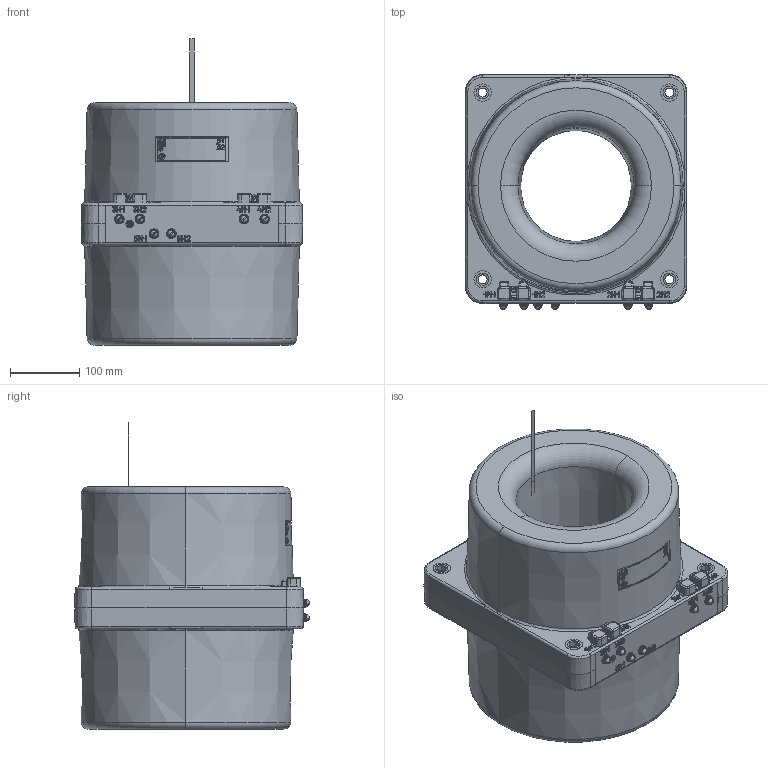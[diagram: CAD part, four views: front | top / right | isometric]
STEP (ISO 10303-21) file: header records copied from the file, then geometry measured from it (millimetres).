
FILE_DESCRIPTION (( 'STEP AP203' ), '1' );
FILE_NAME ('ﾒﾋﾘ-10-7.1-5.STEP', '2025-03-12T10:32:33', ( '' ), ( '' ), 'SwSTEP 2.0', 'SolidWorks 2010', '' );
FILE_SCHEMA (( 'CONFIG_CONTROL_DESIGN' ));
Length unit declared in the file: millimetre
Products named in the file (1): ﾒﾋﾘ-10-7.1-5
Bounding box: 320 x 339.41 x 442.5 mm (x, y, z)
Surface area: 700691.9 mm2 (no closed solid volume)
Topology: 0 solids, 44 shells, 714 faces, 2456 edges, 1725 vertices
Faces by surface type: plane 271, cylinder 153, cone 122, bspline 120, sphere 28, torus 20
Entity records: 32364 total; most frequent: CARTESIAN_POINT 12604, ORIENTED_EDGE 3888, DIRECTION 3833, EDGE_CURVE 2456, VERTEX_POINT 1725, AXIS2_PLACEMENT_3D 1411, LINE 1011, VECTOR 1011
